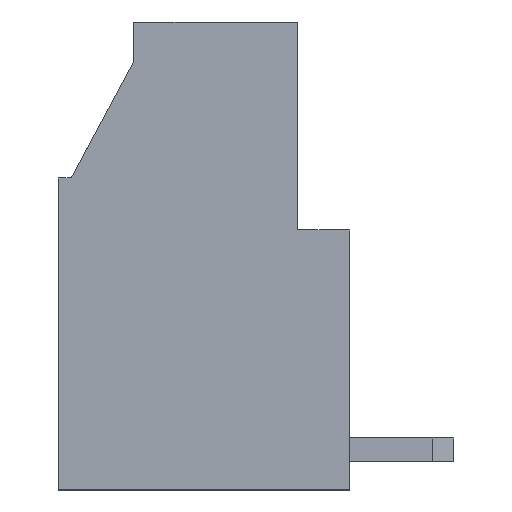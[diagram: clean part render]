
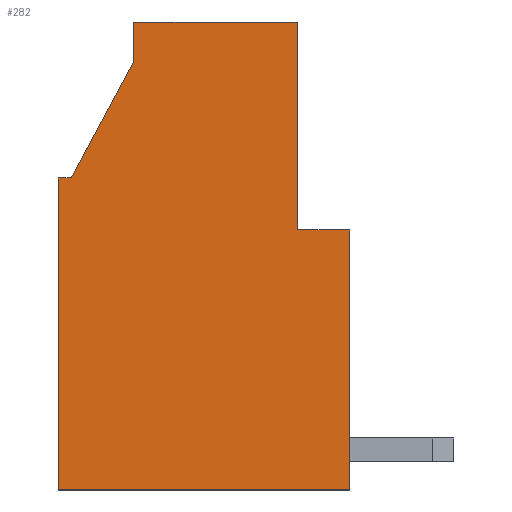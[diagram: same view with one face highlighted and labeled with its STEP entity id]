
A CAD part, front view. The second image highlights one B-rep face of the part: STEP entity #282.
In plain terms, the highlighted planar face has unit normal (0, -1, 0).
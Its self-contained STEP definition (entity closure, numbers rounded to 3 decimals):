
#282 = ADVANCED_FACE( '', ( #680 ), #681, .F. );
#680 = FACE_OUTER_BOUND( '', #1225, .T. );
#681 = PLANE( '', #1226 );
#1225 = EDGE_LOOP( '', ( #1830, #1831, #1832, #1833, #1834, #1835, #1836, #1837, #1838 ) );
#1226 = AXIS2_PLACEMENT_3D( '', #1839, #1840, #1841 );
#1830 = ORIENTED_EDGE( '', *, *, #3423, .F. );
#1831 = ORIENTED_EDGE( '', *, *, #3424, .F. );
#1832 = ORIENTED_EDGE( '', *, *, #3425, .F. );
#1833 = ORIENTED_EDGE( '', *, *, #3426, .F. );
#1834 = ORIENTED_EDGE( '', *, *, #3415, .F. );
#1835 = ORIENTED_EDGE( '', *, *, #3427, .T. );
#1836 = ORIENTED_EDGE( '', *, *, #3428, .F. );
#1837 = ORIENTED_EDGE( '', *, *, #3429, .T. );
#1838 = ORIENTED_EDGE( '', *, *, #3430, .F. );
#1839 = CARTESIAN_POINT( '', ( 12.134, -2.5, 19.8 ) );
#1840 = DIRECTION( '', ( 0., 1., 0. ) );
#1841 = DIRECTION( '', ( 1., 0., 0. ) );
#3415 = EDGE_CURVE( '', #4112, #4114, #4115, .T. );
#3423 = EDGE_CURVE( '', #4127, #4128, #4129, .T. );
#3424 = EDGE_CURVE( '', #4130, #4127, #4131, .T. );
#3425 = EDGE_CURVE( '', #4132, #4130, #4133, .T. );
#3426 = EDGE_CURVE( '', #4114, #4132, #4134, .T. );
#3427 = EDGE_CURVE( '', #4112, #4135, #4136, .T. );
#3428 = EDGE_CURVE( '', #4137, #4135, #4138, .T. );
#3429 = EDGE_CURVE( '', #4137, #4139, #4140, .T. );
#3430 = EDGE_CURVE( '', #4128, #4139, #4141, .T. );
#4112 = VERTEX_POINT( '', #5127 );
#4114 = VERTEX_POINT( '', #5130 );
#4115 = LINE( '', #5131, #5132 );
#4127 = VERTEX_POINT( '', #5149 );
#4128 = VERTEX_POINT( '', #5150 );
#4129 = LINE( '', #5151, #5152 );
#4130 = VERTEX_POINT( '', #5153 );
#4131 = LINE( '', #5154, #5155 );
#4132 = VERTEX_POINT( '', #5156 );
#4133 = LINE( '', #5157, #5158 );
#4134 = LINE( '', #5159, #5160 );
#4135 = VERTEX_POINT( '', #5161 );
#4136 = LINE( '', #5162, #5163 );
#4137 = VERTEX_POINT( '', #5164 );
#4138 = LINE( '', #5165, #5166 );
#4139 = VERTEX_POINT( '', #5167 );
#4140 = LINE( '', #5168, #5169 );
#4141 = LINE( '', #5170, #5171 );
#5127 = CARTESIAN_POINT( '', ( 0., -2.5, 12. ) );
#5130 = CARTESIAN_POINT( '', ( 0.5, -2.5, 12. ) );
#5131 = CARTESIAN_POINT( '', ( 5.35, -2.5, 12. ) );
#5132 = VECTOR( '', #6425, 1000. );
#5149 = CARTESIAN_POINT( '', ( 9.2, -2.5, 18. ) );
#5150 = CARTESIAN_POINT( '', ( 9.2, -2.5, 10. ) );
#5151 = CARTESIAN_POINT( '', ( 9.2, -2.5, 18. ) );
#5152 = VECTOR( '', #6431, 1000. );
#5153 = CARTESIAN_POINT( '', ( 2.9, -2.5, 18. ) );
#5154 = CARTESIAN_POINT( '', ( 5.35, -2.5, 18. ) );
#5155 = VECTOR( '', #6432, 1000. );
#5156 = CARTESIAN_POINT( '', ( 2.9, -2.5, 16.5 ) );
#5157 = CARTESIAN_POINT( '', ( 2.9, -2.5, -1. ) );
#5158 = VECTOR( '', #6433, 1000. );
#5159 = CARTESIAN_POINT( '', ( -6.433, -2.5, -1. ) );
#5160 = VECTOR( '', #6434, 1000. );
#5161 = CARTESIAN_POINT( '', ( 0., -2.5, 0. ) );
#5162 = CARTESIAN_POINT( '', ( 0., -2.5, -1. ) );
#5163 = VECTOR( '', #6435, 1000. );
#5164 = CARTESIAN_POINT( '', ( 11.2, -2.5, 0. ) );
#5165 = CARTESIAN_POINT( '', ( 5.35, -2.5, 0. ) );
#5166 = VECTOR( '', #6436, 1000. );
#5167 = CARTESIAN_POINT( '', ( 11.2, -2.5, 10. ) );
#5168 = CARTESIAN_POINT( '', ( 11.2, -2.5, -1. ) );
#5169 = VECTOR( '', #6437, 1000. );
#5170 = CARTESIAN_POINT( '', ( 9.038, -2.5, 10. ) );
#5171 = VECTOR( '', #6438, 1000. );
#6425 = DIRECTION( '', ( 1., 0., 0. ) );
#6431 = DIRECTION( '', ( 0., 0., -1. ) );
#6432 = DIRECTION( '', ( 1., 0., 0. ) );
#6433 = DIRECTION( '', ( 0., 0., 1. ) );
#6434 = DIRECTION( '', ( 0.471, 0., 0.882 ) );
#6435 = DIRECTION( '', ( 0., 0., -1. ) );
#6436 = DIRECTION( '', ( -1., 0., 0. ) );
#6437 = DIRECTION( '', ( 0., 0., 1. ) );
#6438 = DIRECTION( '', ( 1., 0., 0. ) );
